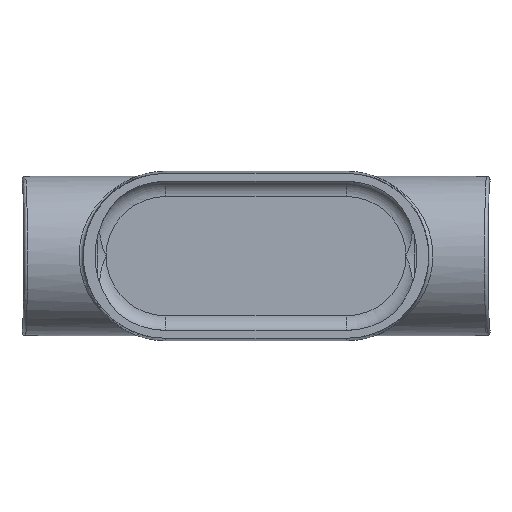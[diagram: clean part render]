
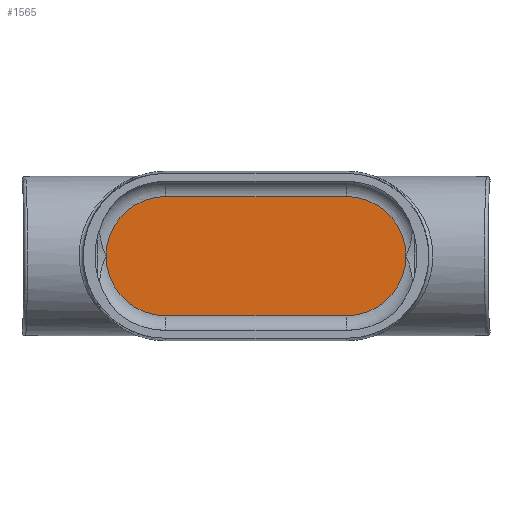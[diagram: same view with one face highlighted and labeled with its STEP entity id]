
A CAD part, top view. The second image highlights one B-rep face of the part: STEP entity #1565.
In plain terms, the highlighted planar face has unit normal (0, 0, 1).
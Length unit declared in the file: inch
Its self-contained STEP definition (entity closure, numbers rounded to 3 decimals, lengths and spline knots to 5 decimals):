
#108=CIRCLE('',#1755,1.89766);
#113=CIRCLE('',#1761,1.89766);
#114=CIRCLE('',#1766,1.89766);
#119=CIRCLE('',#1772,1.89766);
#174=PLANE('',#1780);
#232=LINE('',#7349,#304);
#234=LINE('',#7352,#306);
#304=VECTOR('',#2208,5.75);
#306=VECTOR('',#2212,5.75);
#464=FACE_OUTER_BOUND('',#562,.T.);
#562=EDGE_LOOP('',(#1391,#1392,#1393,#1394,#1395,#1396));
#665=VERTEX_POINT('',#2720);
#693=VERTEX_POINT('',#2885);
#741=VERTEX_POINT('',#7315);
#744=VERTEX_POINT('',#7323);
#745=VERTEX_POINT('',#7332);
#748=VERTEX_POINT('',#7340);
#951=EDGE_CURVE('',#665,#741,#108,.F.);
#956=EDGE_CURVE('',#744,#665,#113,.F.);
#959=EDGE_CURVE('',#693,#745,#114,.F.);
#964=EDGE_CURVE('',#748,#693,#119,.F.);
#967=EDGE_CURVE('',#745,#744,#232,.T.);
#969=EDGE_CURVE('',#741,#748,#234,.T.);
#1391=ORIENTED_EDGE('',*,*,#951,.F.);
#1392=ORIENTED_EDGE('',*,*,#956,.F.);
#1393=ORIENTED_EDGE('',*,*,#967,.F.);
#1394=ORIENTED_EDGE('',*,*,#959,.F.);
#1395=ORIENTED_EDGE('',*,*,#964,.F.);
#1396=ORIENTED_EDGE('',*,*,#969,.F.);
#1565=ADVANCED_FACE('',(#464),#174,.T.);
#1755=AXIS2_PLACEMENT_3D('',#7316,#2160,#2161);
#1761=AXIS2_PLACEMENT_3D('',#7325,#2172,#2173);
#1766=AXIS2_PLACEMENT_3D('',#7333,#2184,#2185);
#1772=AXIS2_PLACEMENT_3D('',#7342,#2196,#2197);
#1780=AXIS2_PLACEMENT_3D('',#7356,#2218,#2219);
#2160=DIRECTION('center_axis',(0.,0.,1.));
#2161=DIRECTION('ref_axis',(1.,0.,0.));
#2172=DIRECTION('center_axis',(0.,0.,1.));
#2173=DIRECTION('ref_axis',(1.,0.,0.));
#2184=DIRECTION('center_axis',(0.,0.,1.));
#2185=DIRECTION('ref_axis',(1.,0.,0.));
#2196=DIRECTION('center_axis',(0.,0.,1.));
#2197=DIRECTION('ref_axis',(1.,0.,0.));
#2208=DIRECTION('',(1.,0.,0.));
#2212=DIRECTION('',(-1.,0.,0.));
#2218=DIRECTION('center_axis',(0.,0.,1.));
#2219=DIRECTION('ref_axis',(1.,0.,0.));
#2720=CARTESIAN_POINT('',(4.77266,0.,-2.375));
#2885=CARTESIAN_POINT('',(-4.77266,0.,-2.375));
#7315=CARTESIAN_POINT('',(2.875,-1.89766,-2.375));
#7316=CARTESIAN_POINT('Origin',(2.875,0.,-2.375));
#7323=CARTESIAN_POINT('',(2.875,1.89766,-2.375));
#7325=CARTESIAN_POINT('Origin',(2.875,0.,-2.375));
#7332=CARTESIAN_POINT('',(-2.875,1.89766,-2.375));
#7333=CARTESIAN_POINT('Origin',(-2.875,0.,-2.375));
#7340=CARTESIAN_POINT('',(-2.875,-1.89766,-2.375));
#7342=CARTESIAN_POINT('Origin',(-2.875,0.,-2.375));
#7349=CARTESIAN_POINT('',(-2.875,1.89766,-2.375));
#7352=CARTESIAN_POINT('',(2.875,-1.89766,-2.375));
#7356=CARTESIAN_POINT('Origin',(2.875,0.,-2.375));
